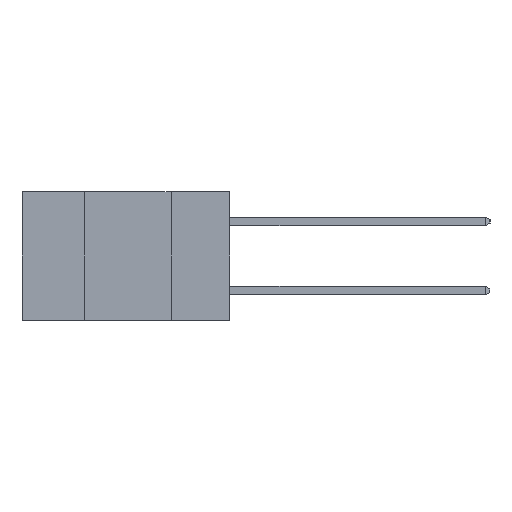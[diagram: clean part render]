
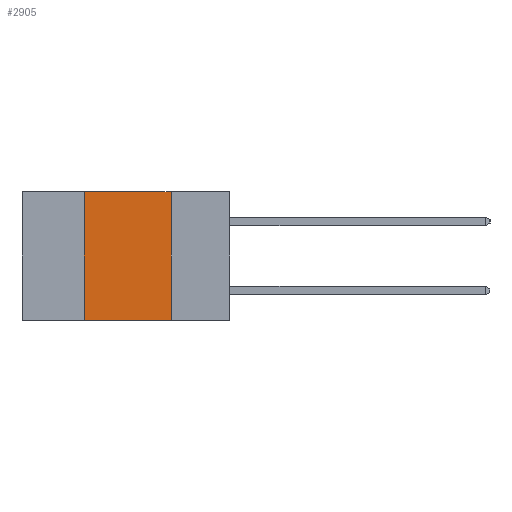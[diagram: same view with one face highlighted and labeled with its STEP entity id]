
A CAD part, left-side view. The second image highlights one B-rep face of the part: STEP entity #2905.
In plain terms, the highlighted planar face has unit normal (-1, 0, 0).
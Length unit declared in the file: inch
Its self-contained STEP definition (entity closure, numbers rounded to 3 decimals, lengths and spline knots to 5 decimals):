
#1522 = LINE ( 'NONE', #6462, #13654 ) ;
#1735 = DIRECTION ( 'NONE',  ( 0., 0., 1. ) ) ;
#2715 = VECTOR ( 'NONE', #13154, 39.37008 ) ;
#2905 = ADVANCED_FACE ( 'NONE', ( #4319 ), #7104, .F. ) ;
#2974 = EDGE_CURVE ( 'NONE', #6942, #16007, #3263, .T. ) ;
#3263 = LINE ( 'NONE', #4745, #2715 ) ;
#3577 = ORIENTED_EDGE ( 'NONE', *, *, #8308, .F. ) ;
#3846 = DIRECTION ( 'NONE',  ( 0., -1., 0. ) ) ;
#3996 = VECTOR ( 'NONE', #1735, 39.37008 ) ;
#4031 = ORIENTED_EDGE ( 'NONE', *, *, #2974, .F. ) ;
#4319 = FACE_OUTER_BOUND ( 'NONE', #11761, .T. ) ;
#4745 = CARTESIAN_POINT ( 'NONE',  ( 0., 0.17, 0. ) ) ;
#6462 = CARTESIAN_POINT ( 'NONE',  ( 0., 0.6, -0.37 ) ) ;
#6942 = VERTEX_POINT ( 'NONE', #18896 ) ;
#6970 = ORIENTED_EDGE ( 'NONE', *, *, #10348, .T. ) ;
#6976 = DIRECTION ( 'NONE',  ( 1., 0., 0. ) ) ;
#7104 = PLANE ( 'NONE',  #21024 ) ;
#7752 = CARTESIAN_POINT ( 'NONE',  ( 0., 0.42, 0. ) ) ;
#8122 = CARTESIAN_POINT ( 'NONE',  ( 0., 0.42, -0.37 ) ) ;
#8308 = EDGE_CURVE ( 'NONE', #12201, #16508, #12716, .T. ) ;
#8584 = DIRECTION ( 'NONE',  ( 0., 0., -1. ) ) ;
#8748 = ORIENTED_EDGE ( 'NONE', *, *, #9129, .F. ) ;
#9129 = EDGE_CURVE ( 'NONE', #16508, #6942, #13192, .T. ) ;
#10348 = EDGE_CURVE ( 'NONE', #12201, #16007, #1522, .T. ) ;
#11761 = EDGE_LOOP ( 'NONE', ( #4031, #8748, #3577, #6970 ) ) ;
#12024 = CARTESIAN_POINT ( 'NONE',  ( 0., 0.6, 0. ) ) ;
#12201 = VERTEX_POINT ( 'NONE', #8122 ) ;
#12676 = VECTOR ( 'NONE', #3846, 39.37008 ) ;
#12716 = LINE ( 'NONE', #13189, #3996 ) ;
#13154 = DIRECTION ( 'NONE',  ( 0., 0., -1. ) ) ;
#13189 = CARTESIAN_POINT ( 'NONE',  ( 0., 0.42, 0. ) ) ;
#13192 = LINE ( 'NONE', #12024, #12676 ) ;
#13654 = VECTOR ( 'NONE', #19635, 39.37008 ) ;
#14843 = CARTESIAN_POINT ( 'NONE',  ( 0., 0.6, 0. ) ) ;
#15985 = CARTESIAN_POINT ( 'NONE',  ( 0., 0.17, -0.37 ) ) ;
#16007 = VERTEX_POINT ( 'NONE', #15985 ) ;
#16508 = VERTEX_POINT ( 'NONE', #7752 ) ;
#18896 = CARTESIAN_POINT ( 'NONE',  ( 0., 0.17, 0. ) ) ;
#19635 = DIRECTION ( 'NONE',  ( 0., -1., 0. ) ) ;
#21024 = AXIS2_PLACEMENT_3D ( 'NONE', #14843, #6976, #8584 ) ;
